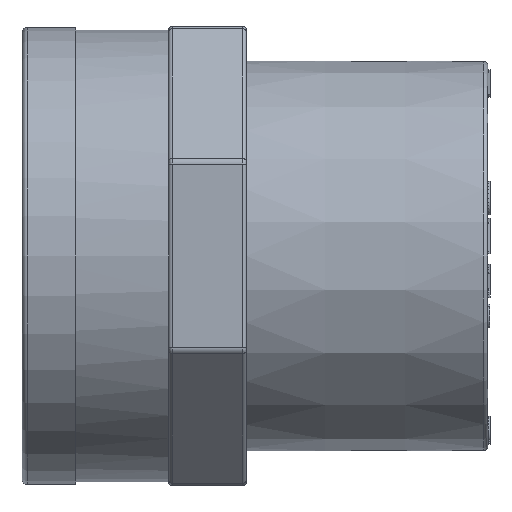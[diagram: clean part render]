
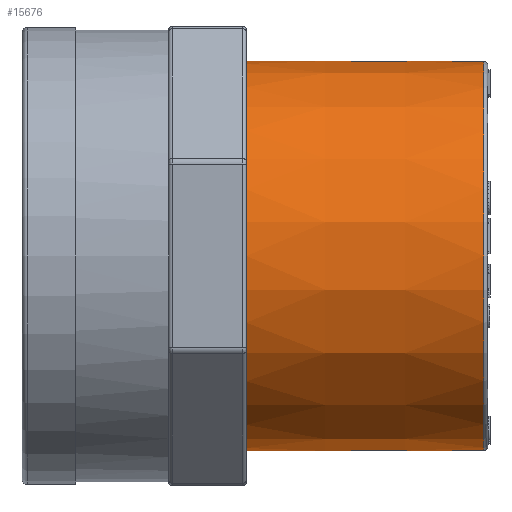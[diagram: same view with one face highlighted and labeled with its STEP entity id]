
A CAD part, left-side view. The second image highlights one B-rep face of the part: STEP entity #15676.
In plain terms, the highlighted conical face has half-angle 0.092 degrees and reference radius 25.05 mm.
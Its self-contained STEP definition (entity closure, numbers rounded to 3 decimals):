
#39=CONICAL_SURFACE('',#16547,25.05,0.002);
#858=FACE_OUTER_BOUND('',#1710,.T.);
#1710=EDGE_LOOP('',(#11553,#11554,#11555,#11556,#11557));
#2553=CIRCLE('',#16548,25.05);
#2554=CIRCLE('',#16549,25.001);
#2555=CIRCLE('',#16550,25.001);
#3213=LINE('',#27525,#5372);
#5372=VECTOR('',#18037,25.05);
#7580=VERTEX_POINT('',#27522);
#7581=VERTEX_POINT('',#27524);
#7582=VERTEX_POINT('',#27526);
#9154=EDGE_CURVE('',#7580,#7580,#2553,.T.);
#9155=EDGE_CURVE('',#7580,#7581,#3213,.T.);
#9156=EDGE_CURVE('',#7581,#7582,#2554,.T.);
#9157=EDGE_CURVE('',#7582,#7581,#2555,.T.);
#11553=ORIENTED_EDGE('',*,*,#9154,.T.);
#11554=ORIENTED_EDGE('',*,*,#9155,.T.);
#11555=ORIENTED_EDGE('',*,*,#9156,.T.);
#11556=ORIENTED_EDGE('',*,*,#9157,.T.);
#11557=ORIENTED_EDGE('',*,*,#9155,.F.);
#15676=ADVANCED_FACE('',(#858),#39,.T.);
#16547=AXIS2_PLACEMENT_3D('',#27521,#18033,#18034);
#16548=AXIS2_PLACEMENT_3D('',#27523,#18035,#18036);
#16549=AXIS2_PLACEMENT_3D('',#27527,#18038,#18039);
#16550=AXIS2_PLACEMENT_3D('',#27528,#18040,#18041);
#18033=DIRECTION('center_axis',(0.,1.,0.));
#18034=DIRECTION('ref_axis',(0.,0.,-1.));
#18035=DIRECTION('center_axis',(0.,-1.,0.));
#18036=DIRECTION('ref_axis',(0.,0.,1.));
#18037=DIRECTION('',(0.,-1.,-0.002));
#18038=DIRECTION('center_axis',(0.,1.,0.));
#18039=DIRECTION('ref_axis',(0.,0.,1.));
#18040=DIRECTION('center_axis',(0.,1.,0.));
#18041=DIRECTION('ref_axis',(0.,0.,1.));
#27521=CARTESIAN_POINT('Origin',(0.,-28.5,0.));
#27522=CARTESIAN_POINT('',(0.,-28.5,25.05));
#27523=CARTESIAN_POINT('Origin',(0.,-28.5,0.));
#27524=CARTESIAN_POINT('',(0.,-59.001,25.001));
#27525=CARTESIAN_POINT('',(0.,-28.5,25.05));
#27526=CARTESIAN_POINT('',(0.,-59.001,-25.001));
#27527=CARTESIAN_POINT('Origin',(0.,-59.001,0.));
#27528=CARTESIAN_POINT('Origin',(0.,-59.001,0.));
